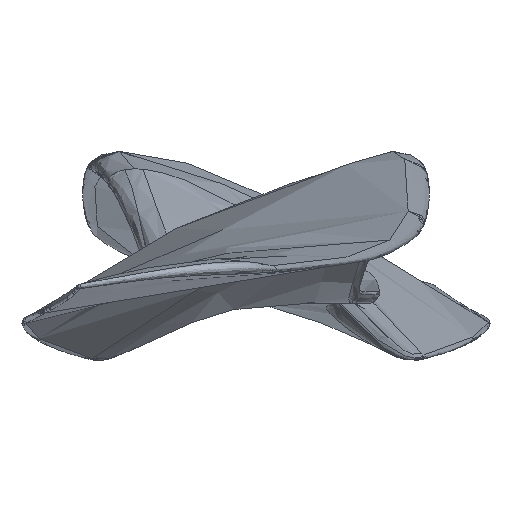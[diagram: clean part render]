
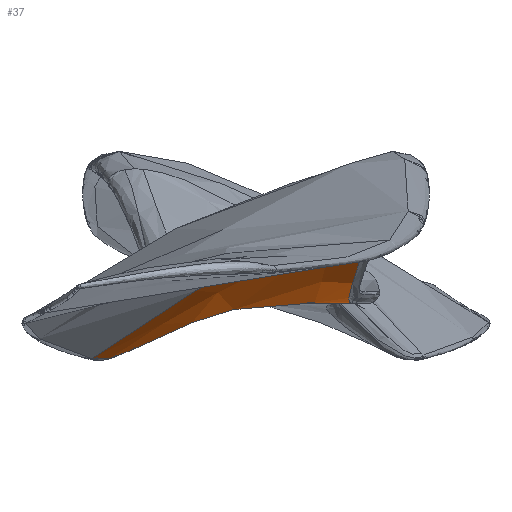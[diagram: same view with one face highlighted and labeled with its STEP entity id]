
A CAD part, left-side view. The second image highlights one B-rep face of the part: STEP entity #37.
In plain terms, the highlighted free-form (B-spline) face has degree [5, 6] with [6, 7] control points.
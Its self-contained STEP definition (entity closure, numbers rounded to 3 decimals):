
#37=ADVANCED_FACE('',(#65),#485,.T.);
#65=FACE_OUTER_BOUND('',#93,.T.);
#93=EDGE_LOOP('',(#219,#220,#221,#222));
#219=ORIENTED_EDGE('',*,*,#320,.F.);
#220=ORIENTED_EDGE('',*,*,#321,.F.);
#221=ORIENTED_EDGE('',*,*,#305,.F.);
#222=ORIENTED_EDGE('',*,*,#331,.T.);
#305=EDGE_CURVE('',#454,#423,#383,.T.);
#320=EDGE_CURVE('',#424,#457,#398,.T.);
#321=EDGE_CURVE('',#423,#424,#399,.T.);
#331=EDGE_CURVE('',#454,#457,#409,.T.);
#383=B_SPLINE_CURVE_WITH_KNOTS('',5,(#2921,#2922,#2923,#2924,#2925,#2926),
 .UNSPECIFIED.,.F.,.F.,(6,6),(0.,36.27),.UNSPECIFIED.);
#398=B_SPLINE_CURVE_WITH_KNOTS('',5,(#3137,#3138,#3139,#3140,#3141,#3142),
 .UNSPECIFIED.,.F.,.F.,(6,6),(-19.299,0.),.UNSPECIFIED.);
#399=B_SPLINE_CURVE_WITH_KNOTS('',3,(#3143,#3144,#3145,#3146,#3147,#3148,
#3149,#3150,#3151,#3152,#3153,#3154,#3155,#3156,#3157,#3158,#3159,#3160,
#3161,#3162,#3163,#3164,#3165,#3166,#3167,#3168,#3169,#3170,#3171,#3172,
#3173,#3174,#3175,#3176),.UNSPECIFIED.,.F.,.F.,(4,3,3,3,3,3,3,3,3,3,3,4),
(-42.685,-40.973,-38.854,-33.706,
-27.289,-20.157,-13.222,-7.356,
-2.994,-1.314,-0.572,0.),
 .UNSPECIFIED.);
#409=B_SPLINE_CURVE_WITH_KNOTS('',3,(#3359,#3360,#3361,#3362,#3363,#3364,
#3365,#3366,#3367,#3368,#3369,#3370,#3371,#3372,#3373,#3374,#3375,#3376,
#3377,#3378,#3379,#3380),.UNSPECIFIED.,.F.,.F.,(4,2,2,2,2,2,2,2,2,2,4),
(-42.951,-39.131,-35.311,-27.67,
-20.029,-12.388,-8.567,-4.747,
-2.836,-0.926,0.),.UNSPECIFIED.);
#423=VERTEX_POINT('',#2415);
#424=VERTEX_POINT('',#2416);
#454=VERTEX_POINT('',#2446);
#457=VERTEX_POINT('',#2449);
#485=B_SPLINE_SURFACE_WITH_KNOTS('',5,6,((#1841,#1842,#1843,#1844,#1845,
#1846,#1847),(#1848,#1849,#1850,#1851,#1852,#1853,#1854),(#1855,#1856,#1857,
#1858,#1859,#1860,#1861),(#1862,#1863,#1864,#1865,#1866,#1867,#1868),(#1869,
#1870,#1871,#1872,#1873,#1874,#1875),(#1876,#1877,#1878,#1879,#1880,#1881,
#1882)),.UNSPECIFIED.,.F.,.F.,.F.,(6,6),(7,7),(0.,46.008),(0.,
43.447),.UNSPECIFIED.);
#1841=CARTESIAN_POINT('',(-74.666,-18.892,14.961));
#1842=CARTESIAN_POINT('',(-68.34,-17.863,13.649));
#1843=CARTESIAN_POINT('',(-61.92,-16.943,12.125));
#1844=CARTESIAN_POINT('',(-48.006,-14.917,3.72));
#1845=CARTESIAN_POINT('',(-32.063,-13.265,0.));
#1846=CARTESIAN_POINT('',(-27.724,-13.978,0.));
#1847=CARTESIAN_POINT('',(-22.909,-14.769,0.));
#1848=CARTESIAN_POINT('',(-74.666,-14.269,12.214));
#1849=CARTESIAN_POINT('',(-68.369,-13.24,10.761));
#1850=CARTESIAN_POINT('',(-62.116,-12.304,9.016));
#1851=CARTESIAN_POINT('',(-47.023,-10.494,-0.544));
#1852=CARTESIAN_POINT('',(-32.448,-8.418,0.));
#1853=CARTESIAN_POINT('',(-27.735,-8.883,0.));
#1854=CARTESIAN_POINT('',(-22.909,-9.329,0.));
#1855=CARTESIAN_POINT('',(-74.666,-4.673,9.124));
#1856=CARTESIAN_POINT('',(-68.132,-5.206,7.459));
#1857=CARTESIAN_POINT('',(-61.664,-5.878,5.494));
#1858=CARTESIAN_POINT('',(-48.76,-5.801,-1.734));
#1859=CARTESIAN_POINT('',(-33.728,-3.57,0.));
#1860=CARTESIAN_POINT('',(-27.83,-3.807,0.));
#1861=CARTESIAN_POINT('',(-22.909,-3.888,0.));
#1862=CARTESIAN_POINT('',(-74.666,6.368,3.434));
#1863=CARTESIAN_POINT('',(-68.587,6.757,1.489));
#1864=CARTESIAN_POINT('',(-62.574,7.012,-0.699));
#1865=CARTESIAN_POINT('',(-49.415,3.475,-3.217));
#1866=CARTESIAN_POINT('',(-33.72,0.457,0.));
#1867=CARTESIAN_POINT('',(-28.038,1.121,0.));
#1868=CARTESIAN_POINT('',(-22.909,1.552,0.));
#1869=CARTESIAN_POINT('',(-74.666,12.346,-0.302));
#1870=CARTESIAN_POINT('',(-68.138,12.356,-2.243));
#1871=CARTESIAN_POINT('',(-61.648,12.248,-4.36));
#1872=CARTESIAN_POINT('',(-47.116,8.183,-4.476));
#1873=CARTESIAN_POINT('',(-33.11,4.95,0.));
#1874=CARTESIAN_POINT('',(-28.04,5.961,0.));
#1875=CARTESIAN_POINT('',(-22.909,6.992,0.));
#1876=CARTESIAN_POINT('',(-74.666,22.662,-7.641));
#1877=CARTESIAN_POINT('',(-68.132,20.918,-8.096));
#1878=CARTESIAN_POINT('',(-61.599,19.095,-8.655));
#1879=CARTESIAN_POINT('',(-47.183,13.196,-4.444));
#1880=CARTESIAN_POINT('',(-33.313,8.763,0.));
#1881=CARTESIAN_POINT('',(-28.136,10.589,0.));
#1882=CARTESIAN_POINT('',(-22.909,12.432,0.));
#2415=CARTESIAN_POINT('',(-74.666,-17.745,14.329));
#2416=CARTESIAN_POINT('',(-22.909,-13.48,0.));
#2446=CARTESIAN_POINT('',(-74.666,22.61,-7.603));
#2449=CARTESIAN_POINT('',(-22.909,11.083,0.));
#2921=CARTESIAN_POINT('',(-74.666,22.61,-7.603));
#2922=CARTESIAN_POINT('',(-74.666,12.789,-0.619));
#2923=CARTESIAN_POINT('',(-74.666,6.887,3.104));
#2924=CARTESIAN_POINT('',(-74.666,-3.221,8.368));
#2925=CARTESIAN_POINT('',(-74.666,-12.519,11.626));
#2926=CARTESIAN_POINT('',(-74.666,-17.745,14.329));
#3137=CARTESIAN_POINT('',(-22.909,-13.48,0.));
#3138=CARTESIAN_POINT('',(-22.909,-8.567,0.));
#3139=CARTESIAN_POINT('',(-22.909,-3.655,0.));
#3140=CARTESIAN_POINT('',(-22.909,1.258,0.));
#3141=CARTESIAN_POINT('',(-22.909,6.17,0.));
#3142=CARTESIAN_POINT('',(-22.909,11.083,0.));
#3143=CARTESIAN_POINT('',(-74.666,-17.745,14.329));
#3144=CARTESIAN_POINT('',(-73.948,-17.63,14.176));
#3145=CARTESIAN_POINT('',(-73.279,-17.525,14.029));
#3146=CARTESIAN_POINT('',(-72.565,-17.413,13.855));
#3147=CARTESIAN_POINT('',(-71.692,-17.277,13.643));
#3148=CARTESIAN_POINT('',(-70.853,-17.148,13.416));
#3149=CARTESIAN_POINT('',(-69.991,-17.018,13.159));
#3150=CARTESIAN_POINT('',(-67.943,-16.709,12.549));
#3151=CARTESIAN_POINT('',(-65.859,-16.406,11.797));
#3152=CARTESIAN_POINT('',(-63.858,-16.123,11.042));
#3153=CARTESIAN_POINT('',(-61.333,-15.766,10.09));
#3154=CARTESIAN_POINT('',(-58.822,-15.422,9.094));
#3155=CARTESIAN_POINT('',(-56.3,-15.09,8.124));
#3156=CARTESIAN_POINT('',(-53.486,-14.719,7.041));
#3157=CARTESIAN_POINT('',(-50.695,-14.369,6.));
#3158=CARTESIAN_POINT('',(-47.837,-14.042,5.021));
#3159=CARTESIAN_POINT('',(-45.071,-13.726,4.073));
#3160=CARTESIAN_POINT('',(-42.275,-13.437,3.195));
#3161=CARTESIAN_POINT('',(-39.444,-13.208,2.431));
#3162=CARTESIAN_POINT('',(-37.054,-13.015,1.787));
#3163=CARTESIAN_POINT('',(-34.625,-12.867,1.22));
#3164=CARTESIAN_POINT('',(-32.179,-12.826,0.788));
#3165=CARTESIAN_POINT('',(-30.357,-12.796,0.466));
#3166=CARTESIAN_POINT('',(-28.524,-12.824,0.219));
#3167=CARTESIAN_POINT('',(-26.683,-12.985,0.097));
#3168=CARTESIAN_POINT('',(-25.971,-13.047,0.05));
#3169=CARTESIAN_POINT('',(-25.272,-13.127,0.022));
#3170=CARTESIAN_POINT('',(-24.562,-13.227,0.01));
#3171=CARTESIAN_POINT('',(-24.249,-13.271,0.004));
#3172=CARTESIAN_POINT('',(-23.94,-13.318,0.002));
#3173=CARTESIAN_POINT('',(-23.628,-13.367,0.001));
#3174=CARTESIAN_POINT('',(-23.388,-13.404,0.));
#3175=CARTESIAN_POINT('',(-23.149,-13.442,0.));
#3176=CARTESIAN_POINT('',(-22.909,-13.48,0.));
#3359=CARTESIAN_POINT('',(-74.666,22.61,-7.603));
#3360=CARTESIAN_POINT('',(-73.105,22.195,-7.717));
#3361=CARTESIAN_POINT('',(-71.546,21.756,-7.808));
#3362=CARTESIAN_POINT('',(-68.449,20.803,-7.79));
#3363=CARTESIAN_POINT('',(-66.912,20.294,-7.696));
#3364=CARTESIAN_POINT('',(-62.34,18.714,-7.217));
#3365=CARTESIAN_POINT('',(-59.342,17.603,-6.669));
#3366=CARTESIAN_POINT('',(-53.373,15.408,-5.431));
#3367=CARTESIAN_POINT('',(-50.397,14.325,-4.737));
#3368=CARTESIAN_POINT('',(-44.393,12.33,-3.346));
#3369=CARTESIAN_POINT('',(-41.359,11.418,-2.644));
#3370=CARTESIAN_POINT('',(-36.715,10.376,-1.657));
#3371=CARTESIAN_POINT('',(-35.149,10.094,-1.34));
#3372=CARTESIAN_POINT('',(-31.98,9.745,-0.763));
#3373=CARTESIAN_POINT('',(-30.376,9.669,-0.5));
#3374=CARTESIAN_POINT('',(-27.968,9.832,-0.214));
#3375=CARTESIAN_POINT('',(-27.166,9.935,-0.138));
#3376=CARTESIAN_POINT('',(-25.58,10.248,-0.036));
#3377=CARTESIAN_POINT('',(-24.796,10.457,-0.011));
#3378=CARTESIAN_POINT('',(-23.651,10.825,-0.001));
#3379=CARTESIAN_POINT('',(-23.28,10.953,0.));
#3380=CARTESIAN_POINT('',(-22.909,11.083,0.));
